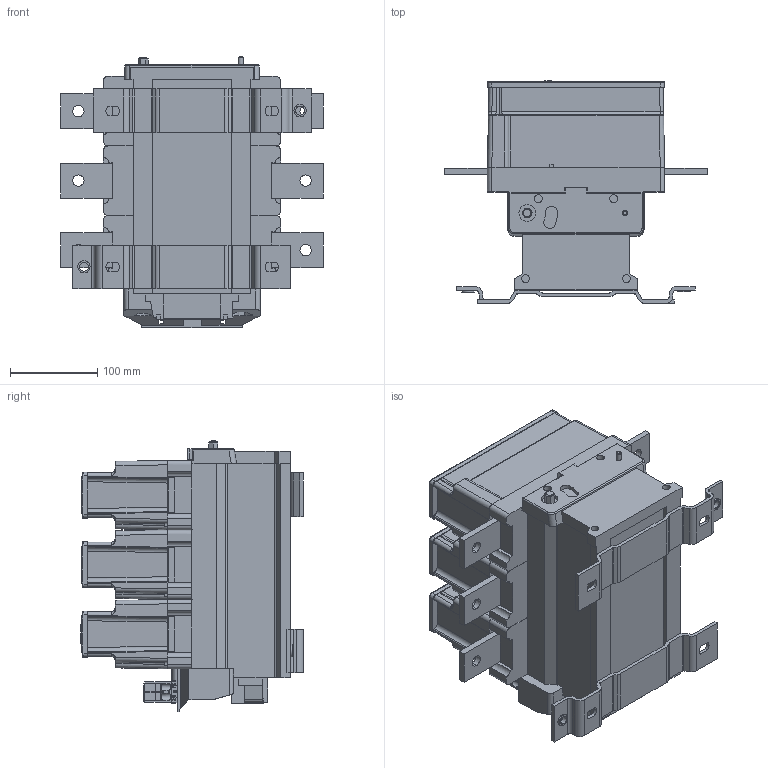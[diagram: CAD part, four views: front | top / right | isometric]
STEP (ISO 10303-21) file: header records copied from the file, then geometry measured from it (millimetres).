
FILE_DESCRIPTION (( 'STEP AP214' ), '1' );
FILE_NAME ('KTI7800.STEP', '2025-07-09T05:40:43', ( '' ), ( '' ), 'SwSTEP 2.0', 'SolidWorks 2022', '' );
FILE_SCHEMA (( 'AUTOMOTIVE_DESIGN' ));
Length unit declared in the file: millimetre
Products named in the file (3): ___-11^KTI7800.STEP; 9100_1^KTI7800.STEP; KTI7800
Assembly tree (2 placements, depth 2):
  KTI7800
    9100_1^KTI7800.STEP
    ___-11^KTI7800.STEP
Bounding box: 300 x 254.98 x 310.3 mm (x, y, z)
Volume: 8819899.6 mm3; surface area: 535734 mm2
Topology: 2 solids, 2 shells, 1541 faces, 4205 edges, 2723 vertices
Faces by surface type: plane 916, cylinder 317, bspline 296, torus 6, cone 4, sphere 2
Entity records: 85513 total; most frequent: CARTESIAN_POINT 49167, ORIENTED_EDGE 8382, DIRECTION 6174, EDGE_CURVE 4191, VERTEX_POINT 2723, VECTOR 2658, LINE 2658, AXIS2_PLACEMENT_3D 1758
